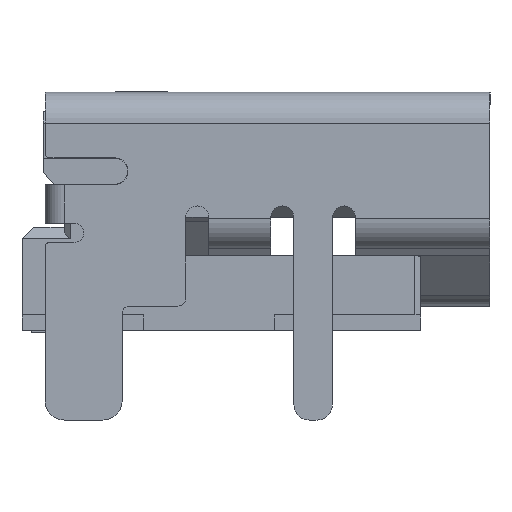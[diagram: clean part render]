
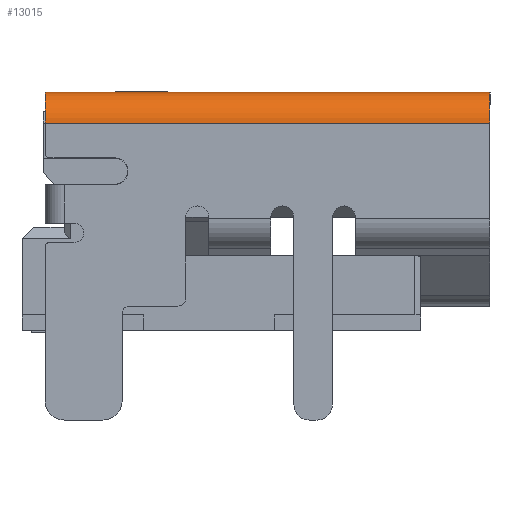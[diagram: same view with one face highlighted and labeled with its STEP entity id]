
A CAD part, left-side view. The second image highlights one B-rep face of the part: STEP entity #13015.
In plain terms, the highlighted cylindrical face has radius 0.8 mm (diameter 1.6 mm), a partial arc.
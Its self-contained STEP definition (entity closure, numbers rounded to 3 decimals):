
#369 = AXIS2_PLACEMENT_3D ( 'NONE', #27122, #26256, #13056 ) ;
#398 = VERTEX_POINT ( 'NONE', #29544 ) ;
#3394 = EDGE_CURVE ( 'NONE', #398, #35660, #5477, .T. ) ;
#5477 = CIRCLE ( 'NONE', #41156, 0.8 ) ;
#6235 = CARTESIAN_POINT ( 'NONE',  ( -7.499, 1.064, 5.51 ) ) ;
#6614 = DIRECTION ( 'NONE',  ( -1., 0., 0. ) ) ;
#6834 = CARTESIAN_POINT ( 'NONE',  ( -6.699, -6.236, 5.51 ) ) ;
#8279 = DIRECTION ( 'NONE',  ( 0., -1., 0. ) ) ;
#8358 = VERTEX_POINT ( 'NONE', #39011 ) ;
#9693 = FACE_OUTER_BOUND ( 'NONE', #22303, .T. ) ;
#12927 = CIRCLE ( 'NONE', #369, 0.8 ) ;
#13015 = ADVANCED_FACE ( 'NONE', ( #9693 ), #16069, .T. ) ;
#13056 = DIRECTION ( 'NONE',  ( 1., 0., 0. ) ) ;
#15030 = AXIS2_PLACEMENT_3D ( 'NONE', #6834, #23110, #6614 ) ;
#15048 = DIRECTION ( 'NONE',  ( 1., 0., 0. ) ) ;
#16069 = CYLINDRICAL_SURFACE ( 'NONE', #15030, 0.8 ) ;
#16797 = DIRECTION ( 'NONE',  ( 0., 1., 0. ) ) ;
#17046 = LINE ( 'NONE', #21019, #29059 ) ;
#17677 = EDGE_CURVE ( 'NONE', #26697, #8358, #43348, .T. ) ;
#17939 = CARTESIAN_POINT ( 'NONE',  ( -6.699, -6.236, 5.51 ) ) ;
#18434 = VECTOR ( 'NONE', #42038, 1000. ) ;
#19193 = ORIENTED_EDGE ( 'NONE', *, *, #31886, .T. ) ;
#19636 = CARTESIAN_POINT ( 'NONE',  ( -7.499, -6.236, 5.51 ) ) ;
#21019 = CARTESIAN_POINT ( 'NONE',  ( -6.699, -6.236, 6.31 ) ) ;
#21146 = CARTESIAN_POINT ( 'NONE',  ( -6.699, 5.313, 6.31 ) ) ;
#22303 = EDGE_LOOP ( 'NONE', ( #32275, #40612, #40183, #35504, #19193 ) ) ;
#23110 = DIRECTION ( 'NONE',  ( 0., 1., 0. ) ) ;
#26256 = DIRECTION ( 'NONE',  ( 0., -1., 0. ) ) ;
#26565 = EDGE_CURVE ( 'NONE', #35660, #26697, #28260, .T. ) ;
#26680 = CARTESIAN_POINT ( 'NONE',  ( -7.499, 1.064, 5.51 ) ) ;
#26697 = VERTEX_POINT ( 'NONE', #6235 ) ;
#26916 = VERTEX_POINT ( 'NONE', #21146 ) ;
#27122 = CARTESIAN_POINT ( 'NONE',  ( -6.699, 5.313, 5.51 ) ) ;
#28260 = LINE ( 'NONE', #19636, #18434 ) ;
#29059 = VECTOR ( 'NONE', #34352, 1000. ) ;
#29544 = CARTESIAN_POINT ( 'NONE',  ( -6.699, -6.236, 6.31 ) ) ;
#31886 = EDGE_CURVE ( 'NONE', #398, #26916, #17046, .T. ) ;
#32275 = ORIENTED_EDGE ( 'NONE', *, *, #42842, .T. ) ;
#34352 = DIRECTION ( 'NONE',  ( 0., 1., 0. ) ) ;
#35504 = ORIENTED_EDGE ( 'NONE', *, *, #3394, .F. ) ;
#35660 = VERTEX_POINT ( 'NONE', #41751 ) ;
#35952 = VECTOR ( 'NONE', #16797, 1000. ) ;
#39011 = CARTESIAN_POINT ( 'NONE',  ( -7.499, 5.313, 5.51 ) ) ;
#40183 = ORIENTED_EDGE ( 'NONE', *, *, #26565, .F. ) ;
#40612 = ORIENTED_EDGE ( 'NONE', *, *, #17677, .F. ) ;
#41156 = AXIS2_PLACEMENT_3D ( 'NONE', #17939, #8279, #15048 ) ;
#41751 = CARTESIAN_POINT ( 'NONE',  ( -7.499, -6.236, 5.51 ) ) ;
#42038 = DIRECTION ( 'NONE',  ( 0., 1., 0. ) ) ;
#42842 = EDGE_CURVE ( 'NONE', #26916, #8358, #12927, .T. ) ;
#43348 = LINE ( 'NONE', #26680, #35952 ) ;
